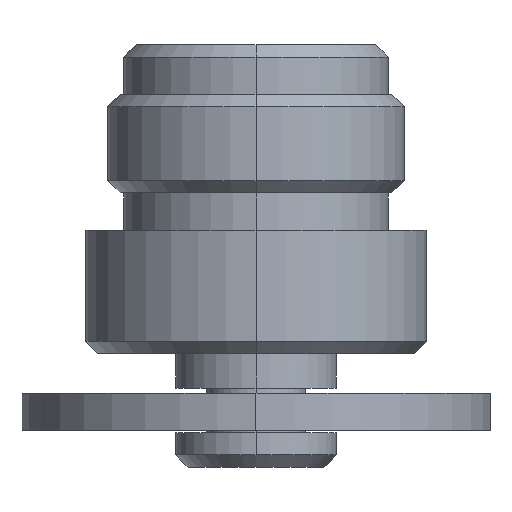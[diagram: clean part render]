
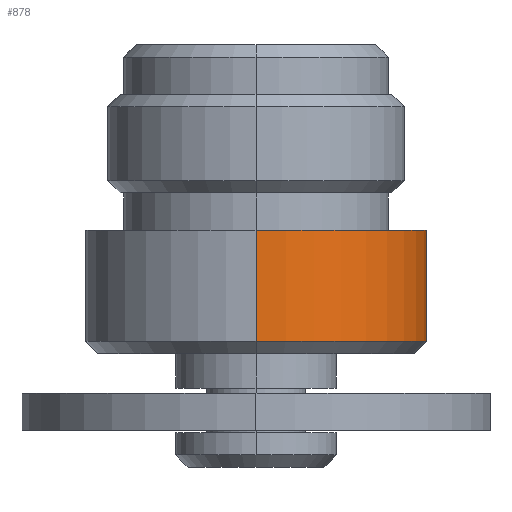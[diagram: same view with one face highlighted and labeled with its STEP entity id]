
A CAD part, front view. The second image highlights one B-rep face of the part: STEP entity #878.
In plain terms, the highlighted cylindrical face has radius 6.9 mm (diameter 13.8 mm), a partial arc.
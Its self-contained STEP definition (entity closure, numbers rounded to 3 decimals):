
#78 = EDGE_CURVE ( 'NONE', #1358, #516, #1377, .T. ) ;
#190 = LINE ( 'NONE', #363, #1097 ) ;
#231 = DIRECTION ( 'NONE',  ( 0., 0., 1. ) ) ;
#313 = ORIENTED_EDGE ( 'NONE', *, *, #998, .T. ) ;
#325 = AXIS2_PLACEMENT_3D ( 'NONE', #1023, #231, #1134 ) ;
#363 = CARTESIAN_POINT ( 'NONE',  ( 0., -6.9, 52.719 ) ) ;
#386 = ORIENTED_EDGE ( 'NONE', *, *, #1445, .F. ) ;
#392 = CARTESIAN_POINT ( 'NONE',  ( 0., 0., 52.719 ) ) ;
#477 = CARTESIAN_POINT ( 'NONE',  ( 0., 0., -7.5 ) ) ;
#481 = DIRECTION ( 'NONE',  ( 0., 0., 1. ) ) ;
#482 = DIRECTION ( 'NONE',  ( 0., 0., 1. ) ) ;
#488 = DIRECTION ( 'NONE',  ( 0., -1., 0. ) ) ;
#497 = VECTOR ( 'NONE', #1038, 1000. ) ;
#516 = VERTEX_POINT ( 'NONE', #1039 ) ;
#581 = AXIS2_PLACEMENT_3D ( 'NONE', #477, #481, #488 ) ;
#803 = DIRECTION ( 'NONE',  ( 0., 0., 1. ) ) ;
#824 = DIRECTION ( 'NONE',  ( 0., -1., 0. ) ) ;
#878 = ADVANCED_FACE ( 'NONE', ( #1424 ), #1349, .T. ) ;
#886 = CARTESIAN_POINT ( 'NONE',  ( 0., -6.9, -7.5 ) ) ;
#998 = EDGE_CURVE ( 'NONE', #1434, #1203, #1163, .T. ) ;
#1023 = CARTESIAN_POINT ( 'NONE',  ( 0., 0., -12. ) ) ;
#1038 = DIRECTION ( 'NONE',  ( 0., 0., 1. ) ) ;
#1039 = CARTESIAN_POINT ( 'NONE',  ( 0., 6.9, -7.5 ) ) ;
#1048 = CARTESIAN_POINT ( 'NONE',  ( 0., 6.9, 52.719 ) ) ;
#1092 = CARTESIAN_POINT ( 'NONE',  ( 0., 6.9, -12. ) ) ;
#1097 = VECTOR ( 'NONE', #482, 1000. ) ;
#1134 = DIRECTION ( 'NONE',  ( 0., -1., 0. ) ) ;
#1163 = CIRCLE ( 'NONE', #325, 6.9 ) ;
#1168 = CARTESIAN_POINT ( 'NONE',  ( 0., -6.9, -12. ) ) ;
#1203 = VERTEX_POINT ( 'NONE', #1092 ) ;
#1218 = AXIS2_PLACEMENT_3D ( 'NONE', #392, #803, #824 ) ;
#1225 = EDGE_LOOP ( 'NONE', ( #313, #1273, #1252, #386 ) ) ;
#1252 = ORIENTED_EDGE ( 'NONE', *, *, #78, .F. ) ;
#1264 = EDGE_CURVE ( 'NONE', #1203, #516, #1400, .T. ) ;
#1273 = ORIENTED_EDGE ( 'NONE', *, *, #1264, .T. ) ;
#1349 = CYLINDRICAL_SURFACE ( 'NONE', #1218, 6.9 ) ;
#1358 = VERTEX_POINT ( 'NONE', #886 ) ;
#1377 = CIRCLE ( 'NONE', #581, 6.9 ) ;
#1400 = LINE ( 'NONE', #1048, #497 ) ;
#1424 = FACE_OUTER_BOUND ( 'NONE', #1225, .T. ) ;
#1434 = VERTEX_POINT ( 'NONE', #1168 ) ;
#1445 = EDGE_CURVE ( 'NONE', #1434, #1358, #190, .T. ) ;
